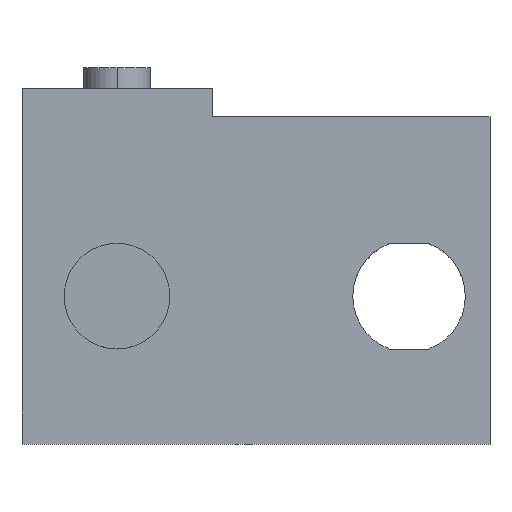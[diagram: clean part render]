
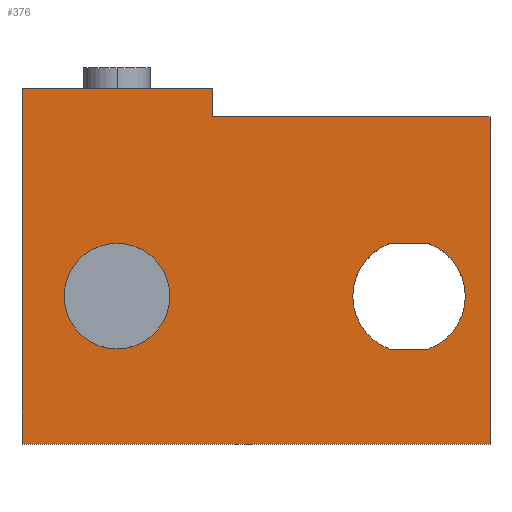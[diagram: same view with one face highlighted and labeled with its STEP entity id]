
A CAD part, top view. The second image highlights one B-rep face of the part: STEP entity #376.
In plain terms, the highlighted planar face has unit normal (0, 0, 1).
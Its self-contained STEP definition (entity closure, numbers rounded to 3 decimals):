
#3 = ORIENTED_EDGE ( 'NONE', *, *, #519, .F. ) ;
#17 = CARTESIAN_POINT ( 'NONE',  ( 3.793, -1.95, 2.7 ) ) ;
#18 = VERTEX_POINT ( 'NONE', #473 ) ;
#20 = CARTESIAN_POINT ( 'NONE',  ( -1.25, 4.65, 2.7 ) ) ;
#23 = CIRCLE ( 'NONE', #173, 1.6 ) ;
#32 = EDGE_CURVE ( 'NONE', #192, #564, #175, .T. ) ;
#35 = VECTOR ( 'NONE', #337, 1000. ) ;
#37 = DIRECTION ( 'NONE',  ( 1., 0., 0. ) ) ;
#51 = PLANE ( 'NONE',  #610 ) ;
#60 = VECTOR ( 'NONE', #140, 1000. ) ;
#72 = VECTOR ( 'NONE', #651, 1000. ) ;
#83 = CARTESIAN_POINT ( 'NONE',  ( 4.35, -0.45, 2.7 ) ) ;
#84 = DIRECTION ( 'NONE',  ( -1., 0., 0. ) ) ;
#86 = LINE ( 'NONE', #592, #72 ) ;
#88 = ORIENTED_EDGE ( 'NONE', *, *, #234, .T. ) ;
#94 = VERTEX_POINT ( 'NONE', #159 ) ;
#97 = DIRECTION ( 'NONE',  ( 0., 0., 1. ) ) ;
#98 = FACE_BOUND ( 'NONE', #646, .T. ) ;
#106 = AXIS2_PLACEMENT_3D ( 'NONE', #286, #500, #37 ) ;
#116 = VERTEX_POINT ( 'NONE', #433 ) ;
#129 = CARTESIAN_POINT ( 'NONE',  ( -5.45, -0.45, 2.7 ) ) ;
#131 = VERTEX_POINT ( 'NONE', #17 ) ;
#136 = CARTESIAN_POINT ( 'NONE',  ( -6.65, 5.45, 2.7 ) ) ;
#137 = AXIS2_PLACEMENT_3D ( 'NONE', #262, #468, #419 ) ;
#138 = CARTESIAN_POINT ( 'NONE',  ( 6.65, 4.65, 2.7 ) ) ;
#140 = DIRECTION ( 'NONE',  ( -1., 0., 0. ) ) ;
#149 = EDGE_LOOP ( 'NONE', ( #650, #608, #458, #88, #430, #277 ) ) ;
#159 = CARTESIAN_POINT ( 'NONE',  ( -1.25, 5.45, 2.7 ) ) ;
#162 = CARTESIAN_POINT ( 'NONE',  ( 4.907, -1.95, 2.7 ) ) ;
#163 = VERTEX_POINT ( 'NONE', #238 ) ;
#169 = EDGE_CURVE ( 'NONE', #163, #18, #225, .T. ) ;
#173 = AXIS2_PLACEMENT_3D ( 'NONE', #83, #435, #599 ) ;
#175 = CIRCLE ( 'NONE', #497, 1.6 ) ;
#178 = CARTESIAN_POINT ( 'NONE',  ( 4.907, -1.95, 2.7 ) ) ;
#184 = VERTEX_POINT ( 'NONE', #426 ) ;
#186 = LINE ( 'NONE', #138, #619 ) ;
#192 = VERTEX_POINT ( 'NONE', #178 ) ;
#193 = DIRECTION ( 'NONE',  ( -1., 0., 0. ) ) ;
#199 = DIRECTION ( 'NONE',  ( 0., 1., 0. ) ) ;
#223 = CIRCLE ( 'NONE', #106, 1.6 ) ;
#225 = LINE ( 'NONE', #586, #35 ) ;
#229 = AXIS2_PLACEMENT_3D ( 'NONE', #410, #97, #193 ) ;
#234 = EDGE_CURVE ( 'NONE', #357, #405, #186, .T. ) ;
#237 = CARTESIAN_POINT ( 'NONE',  ( 4.907, 1.05, 2.7 ) ) ;
#238 = CARTESIAN_POINT ( 'NONE',  ( -6.65, 5.45, 2.7 ) ) ;
#248 = ORIENTED_EDGE ( 'NONE', *, *, #474, .F. ) ;
#251 = CARTESIAN_POINT ( 'NONE',  ( -2.45, -0.45, 2.7 ) ) ;
#257 = DIRECTION ( 'NONE',  ( 0., 0., -1. ) ) ;
#262 = CARTESIAN_POINT ( 'NONE',  ( -3.95, -0.45, 2.7 ) ) ;
#267 = CARTESIAN_POINT ( 'NONE',  ( 2.75, -0.45, 2.7 ) ) ;
#277 = ORIENTED_EDGE ( 'NONE', *, *, #603, .T. ) ;
#278 = EDGE_CURVE ( 'NONE', #18, #184, #600, .T. ) ;
#286 = CARTESIAN_POINT ( 'NONE',  ( 4.35, -0.45, 2.7 ) ) ;
#296 = CARTESIAN_POINT ( 'NONE',  ( -1.25, 5.45, 2.7 ) ) ;
#301 = FACE_OUTER_BOUND ( 'NONE', #149, .T. ) ;
#316 = DIRECTION ( 'NONE',  ( 0., 0., 1. ) ) ;
#327 = DIRECTION ( 'NONE',  ( -1., 0., 0. ) ) ;
#330 = ORIENTED_EDGE ( 'NONE', *, *, #32, .F. ) ;
#336 = CARTESIAN_POINT ( 'NONE',  ( 3.793, 1.05, 2.7 ) ) ;
#337 = DIRECTION ( 'NONE',  ( 0., -1., 0. ) ) ;
#341 = VECTOR ( 'NONE', #327, 1000. ) ;
#347 = VERTEX_POINT ( 'NONE', #251 ) ;
#357 = VERTEX_POINT ( 'NONE', #653 ) ;
#367 = DIRECTION ( 'NONE',  ( 1., 0., 0. ) ) ;
#370 = DIRECTION ( 'NONE',  ( 1., 0., 0. ) ) ;
#376 = ADVANCED_FACE ( 'NONE', ( #98, #301, #507 ), #51, .F. ) ;
#387 = LINE ( 'NONE', #336, #341 ) ;
#405 = VERTEX_POINT ( 'NONE', #20 ) ;
#406 = LINE ( 'NONE', #296, #581 ) ;
#410 = CARTESIAN_POINT ( 'NONE',  ( -3.95, -0.45, 2.7 ) ) ;
#419 = DIRECTION ( 'NONE',  ( -1., 0., 0. ) ) ;
#426 = CARTESIAN_POINT ( 'NONE',  ( 6.65, -4.65, 2.7 ) ) ;
#430 = ORIENTED_EDGE ( 'NONE', *, *, #640, .T. ) ;
#433 = CARTESIAN_POINT ( 'NONE',  ( 3.793, 1.05, 2.7 ) ) ;
#435 = DIRECTION ( 'NONE',  ( 0., 0., 1. ) ) ;
#453 = VERTEX_POINT ( 'NONE', #267 ) ;
#458 = ORIENTED_EDGE ( 'NONE', *, *, #542, .T. ) ;
#462 = CARTESIAN_POINT ( 'NONE',  ( 4.35, -0.45, 2.7 ) ) ;
#464 = CIRCLE ( 'NONE', #229, 1.5 ) ;
#468 = DIRECTION ( 'NONE',  ( 0., 0., 1. ) ) ;
#473 = CARTESIAN_POINT ( 'NONE',  ( -6.65, -4.65, 2.7 ) ) ;
#474 = EDGE_CURVE ( 'NONE', #347, #582, #478, .T. ) ;
#477 = EDGE_CURVE ( 'NONE', #131, #192, #629, .T. ) ;
#478 = CIRCLE ( 'NONE', #137, 1.5 ) ;
#490 = EDGE_LOOP ( 'NONE', ( #3, #568, #330, #545, #661 ) ) ;
#492 = LINE ( 'NONE', #136, #60 ) ;
#497 = AXIS2_PLACEMENT_3D ( 'NONE', #462, #316, #370 ) ;
#500 = DIRECTION ( 'NONE',  ( 0., 0., 1. ) ) ;
#507 = FACE_BOUND ( 'NONE', #490, .T. ) ;
#509 = ORIENTED_EDGE ( 'NONE', *, *, #649, .F. ) ;
#519 = EDGE_CURVE ( 'NONE', #116, #453, #223, .T. ) ;
#542 = EDGE_CURVE ( 'NONE', #184, #357, #86, .T. ) ;
#545 = ORIENTED_EDGE ( 'NONE', *, *, #477, .F. ) ;
#547 = CARTESIAN_POINT ( 'NONE',  ( 0., 0., 2.7 ) ) ;
#551 = CARTESIAN_POINT ( 'NONE',  ( 6.65, -4.65, 2.7 ) ) ;
#558 = VECTOR ( 'NONE', #616, 1000. ) ;
#564 = VERTEX_POINT ( 'NONE', #237 ) ;
#568 = ORIENTED_EDGE ( 'NONE', *, *, #589, .F. ) ;
#581 = VECTOR ( 'NONE', #199, 1000. ) ;
#582 = VERTEX_POINT ( 'NONE', #129 ) ;
#586 = CARTESIAN_POINT ( 'NONE',  ( -6.65, 4.65, 2.7 ) ) ;
#589 = EDGE_CURVE ( 'NONE', #564, #116, #387, .T. ) ;
#592 = CARTESIAN_POINT ( 'NONE',  ( 6.65, -4.65, 2.7 ) ) ;
#598 = EDGE_CURVE ( 'NONE', #453, #131, #23, .T. ) ;
#599 = DIRECTION ( 'NONE',  ( 1., 0., 0. ) ) ;
#600 = LINE ( 'NONE', #551, #558 ) ;
#603 = EDGE_CURVE ( 'NONE', #94, #163, #492, .T. ) ;
#608 = ORIENTED_EDGE ( 'NONE', *, *, #278, .T. ) ;
#610 = AXIS2_PLACEMENT_3D ( 'NONE', #547, #257, #84 ) ;
#616 = DIRECTION ( 'NONE',  ( 1., 0., 0. ) ) ;
#619 = VECTOR ( 'NONE', #660, 1000. ) ;
#628 = VECTOR ( 'NONE', #367, 1000. ) ;
#629 = LINE ( 'NONE', #162, #628 ) ;
#640 = EDGE_CURVE ( 'NONE', #405, #94, #406, .T. ) ;
#646 = EDGE_LOOP ( 'NONE', ( #509, #248 ) ) ;
#649 = EDGE_CURVE ( 'NONE', #582, #347, #464, .T. ) ;
#650 = ORIENTED_EDGE ( 'NONE', *, *, #169, .T. ) ;
#651 = DIRECTION ( 'NONE',  ( 0., 1., 0. ) ) ;
#653 = CARTESIAN_POINT ( 'NONE',  ( 6.65, 4.65, 2.7 ) ) ;
#660 = DIRECTION ( 'NONE',  ( -1., 0., 0. ) ) ;
#661 = ORIENTED_EDGE ( 'NONE', *, *, #598, .F. ) ;
